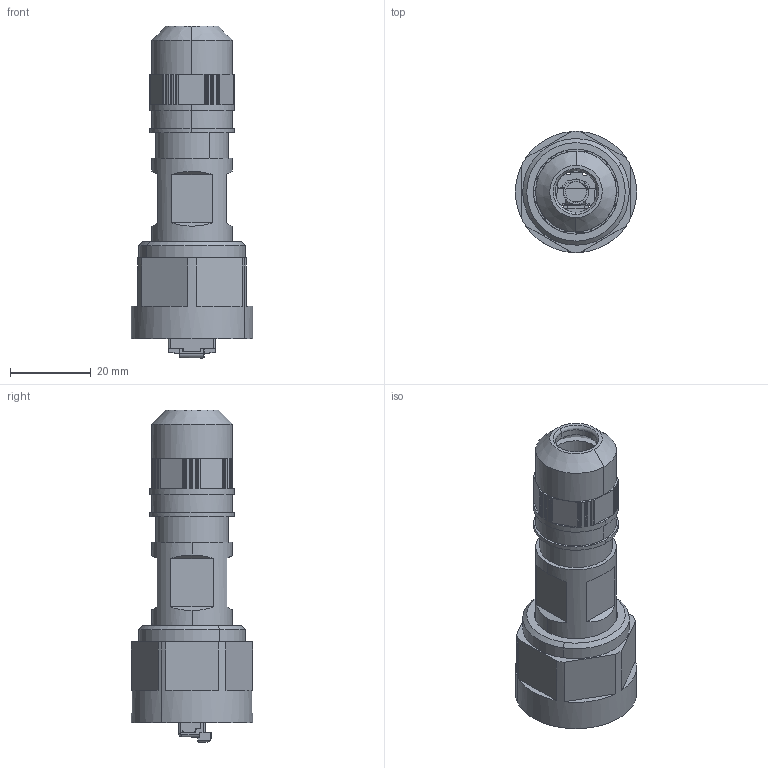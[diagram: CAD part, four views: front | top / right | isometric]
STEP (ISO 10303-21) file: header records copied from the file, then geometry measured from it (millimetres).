
FILE_DESCRIPTION(('CATIA V5 STEP Exchange','CAx-IF Rec.Pracs.--- Model Styling and Organization---1.4--- 2014-01-23'),'2;1');
FILE_NAME ('003246-3_0', '2021-08-31T17:17:22+00:00', ('none'), ('Weidmueller'), 'CATIA Version 5-6 Release 2016 SP3 HF44', 'CATIA V5 STEP AP214', 'none');
FILE_SCHEMA(('AUTOMOTIVE_DESIGN { 1 0 10303 214 1 1 1 1 }'));
Length unit declared in the file: millimetre
Products named in the file (1): 1012490000
Bounding box: 30 x 30 x 82.25 mm (x, y, z)
Volume: 17503.3 mm3; surface area: 20119.3 mm2
Topology: 16 solids, 16 shells, 1076 faces, 2944 edges, 1912 vertices
Faces by surface type: plane 734, cylinder 272, torus 34, cone 20, sphere 12, bspline 4
Entity records: 34399 total; most frequent: CARTESIAN_POINT 8175, ORIENTED_EDGE 5880, DIRECTION 4571, EDGE_CURVE 2940, VECTOR 2171, LINE 2171, VERTEX_POINT 1912, AXIS2_PLACEMENT_3D 1447
